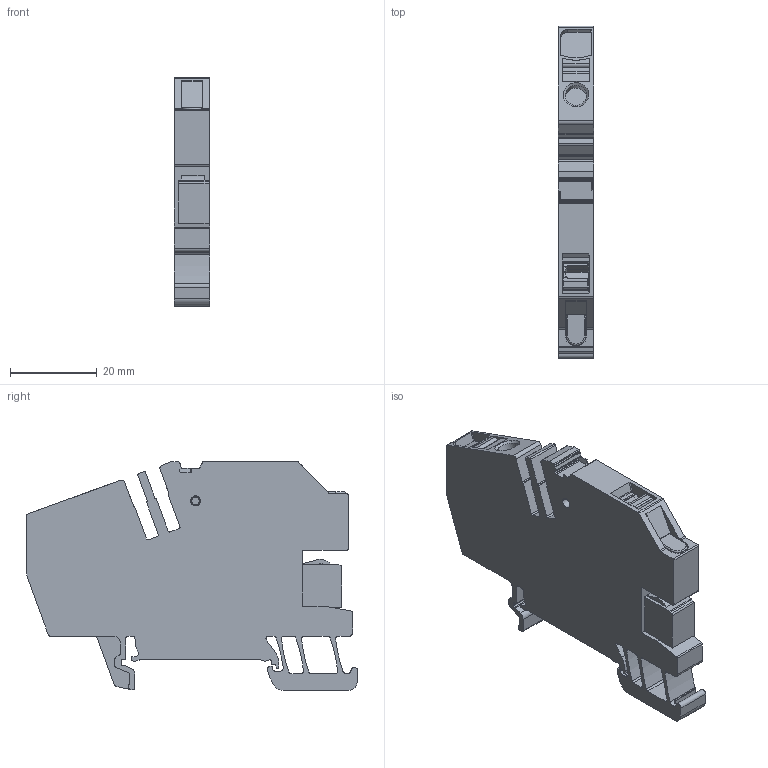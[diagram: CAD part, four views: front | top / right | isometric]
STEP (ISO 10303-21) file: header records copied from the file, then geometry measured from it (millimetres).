
FILE_DESCRIPTION(('CATIA V5 STEP Exchange','CAx-IF Rec.Pracs.--- Model Styling and Organization---1.4--- 2014-01-23'),'2;1');
FILE_NAME ('1117189-6_1', '2021-02-16T08:21:16+00:00', ('none'), ('Weidmueller'), 'CATIA Version 5-6 Release 2016 SP3 HF44', 'CATIA V5 STEP AP214', 'none');
FILE_SCHEMA(('AUTOMOTIVE_DESIGN { 1 0 10303 214 1 1 1 1 }'));
Length unit declared in the file: millimetre
Products named in the file (1): 2668730000
Bounding box: 8.1 x 76.57 x 52.83 mm (x, y, z)
Volume: 22501.4 mm3; surface area: 10557.2 mm2
Topology: 6 solids, 6 shells, 445 faces, 1218 edges, 790 vertices
Faces by surface type: plane 207, cylinder 191, cone 25, torus 13, bspline 4, sphere 3, extrusion 2
Entity records: 13915 total; most frequent: CARTESIAN_POINT 2864, ORIENTED_EDGE 2430, DIRECTION 1972, EDGE_CURVE 1215, AXIS2_PLACEMENT_3D 809, VERTEX_POINT 790, VECTOR 757, LINE 755
